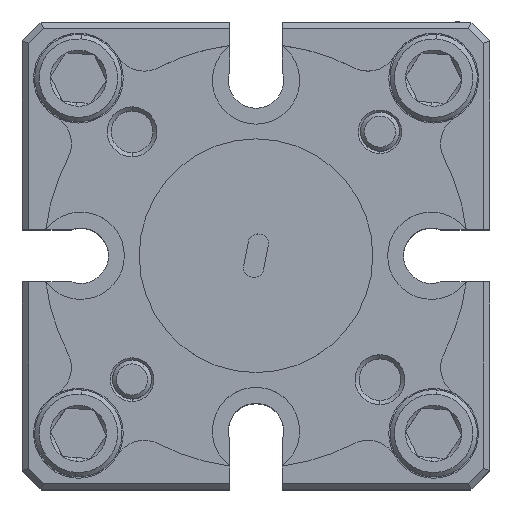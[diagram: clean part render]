
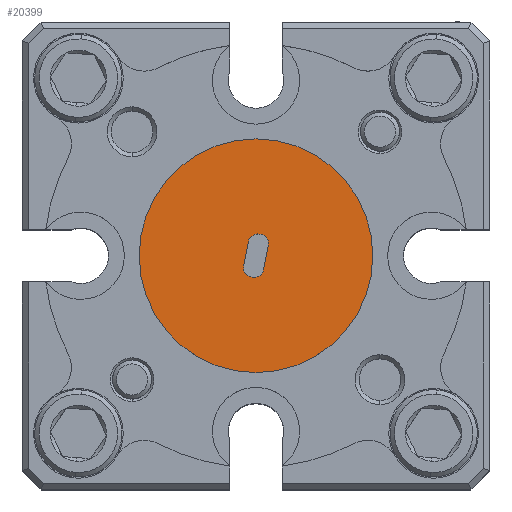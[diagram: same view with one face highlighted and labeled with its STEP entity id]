
A CAD part, top view. The second image highlights one B-rep face of the part: STEP entity #20399.
In plain terms, the highlighted planar face has unit normal (0, 0, 1).
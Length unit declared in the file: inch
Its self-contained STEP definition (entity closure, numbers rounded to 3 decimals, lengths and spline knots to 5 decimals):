
#41 = EDGE_CURVE ( 'NONE', #24543, #10224, #7662, .T. ) ;
#1271 = DIRECTION ( 'NONE',  ( 0., 1., 0. ) ) ;
#1574 = CARTESIAN_POINT ( 'NONE',  ( -0.00511, -0.01938, 0.2705 ) ) ;
#1753 = CARTESIAN_POINT ( 'NONE',  ( -0.01206, 0.02278, 0.2705 ) ) ;
#1879 = ORIENTED_EDGE ( 'NONE', *, *, #12869, .F. ) ;
#1893 = CARTESIAN_POINT ( 'NONE',  ( -0.01206, 0.02278, 0.2705 ) ) ;
#1963 = DIRECTION ( 'NONE',  ( -0.194, -0.981, 0. ) ) ;
#2280 = CARTESIAN_POINT ( 'NONE',  ( 0.00802, 0.03409, 0.2705 ) ) ;
#2295 = CIRCLE ( 'NONE', #21598, 0.1875 ) ;
#2577 = EDGE_CURVE ( 'NONE', #33238, #20858, #20637, .T. ) ;
#3050 = AXIS2_PLACEMENT_3D ( 'NONE', #21921, #15878, #22310 ) ;
#3135 = DIRECTION ( 'NONE',  ( 0., 0., 1. ) ) ;
#3838 = CARTESIAN_POINT ( 'NONE',  ( 0.00511, 0.01938, 0.2705 ) ) ;
#3921 = AXIS2_PLACEMENT_3D ( 'NONE', #23844, #29019, #20294 ) ;
#3972 = EDGE_CURVE ( 'NONE', #17766, #33238, #6929, .T. ) ;
#4321 = LINE ( 'NONE', #1753, #31551 ) ;
#4494 = AXIS2_PLACEMENT_3D ( 'NONE', #38090, #32447, #37725 ) ;
#4642 = ORIENTED_EDGE ( 'NONE', *, *, #19175, .F. ) ;
#5397 = AXIS2_PLACEMENT_3D ( 'NONE', #1574, #13264, #19638 ) ;
#5584 = ORIENTED_EDGE ( 'NONE', *, *, #32737, .F. ) ;
#6019 = VECTOR ( 'NONE', #29715, 39.37008 ) ;
#6423 = CARTESIAN_POINT ( 'NONE',  ( -0.00802, -0.03409, 0.2705 ) ) ;
#6790 = CARTESIAN_POINT ( 'NONE',  ( -0.375, -0.375, 0.2705 ) ) ;
#6929 = CIRCLE ( 'NONE', #4494, 0.015 ) ;
#6985 = PLANE ( 'NONE',  #37575 ) ;
#6995 = EDGE_CURVE ( 'NONE', #15289, #24543, #20342, .T. ) ;
#7181 = DIRECTION ( 'NONE',  ( 0., -1., 0. ) ) ;
#7662 = LINE ( 'NONE', #10379, #33533 ) ;
#8302 = ORIENTED_EDGE ( 'NONE', *, *, #3972, .F. ) ;
#8349 = DIRECTION ( 'NONE',  ( 0.194, 0.981, 0. ) ) ;
#9054 = ORIENTED_EDGE ( 'NONE', *, *, #35104, .T. ) ;
#9386 = CIRCLE ( 'NONE', #36040, 0.1875 ) ;
#10224 = VERTEX_POINT ( 'NONE', #22317 ) ;
#10379 = CARTESIAN_POINT ( 'NONE',  ( 0.00557, 0.03458, 0.2705 ) ) ;
#12633 = VERTEX_POINT ( 'NONE', #13252 ) ;
#12869 = EDGE_CURVE ( 'NONE', #13431, #28869, #19661, .T. ) ;
#13252 = CARTESIAN_POINT ( 'NONE',  ( 0., 0.1875, 0.2705 ) ) ;
#13264 = DIRECTION ( 'NONE',  ( 0., 0., 1. ) ) ;
#13431 = VERTEX_POINT ( 'NONE', #15606 ) ;
#13582 = FACE_BOUND ( 'NONE', #14484, .T. ) ;
#13834 = DIRECTION ( 'NONE',  ( 0., -1., 0. ) ) ;
#14484 = EDGE_LOOP ( 'NONE', ( #5584, #20514, #23286, #25702, #22084, #31917, #8302, #4642, #1879 ) ) ;
#14689 = CARTESIAN_POINT ( 'NONE',  ( 0.01983, 0.01646, 0.2705 ) ) ;
#14978 = CARTESIAN_POINT ( 'NONE',  ( -0.00802, -0.03409, 0.2705 ) ) ;
#15289 = VERTEX_POINT ( 'NONE', #14689 ) ;
#15480 = CARTESIAN_POINT ( 'NONE',  ( -0.00266, -0.03486, 0.2705 ) ) ;
#15606 = CARTESIAN_POINT ( 'NONE',  ( -0.01983, -0.01646, 0.2705 ) ) ;
#15878 = DIRECTION ( 'NONE',  ( 0., 0., 1. ) ) ;
#17152 = VECTOR ( 'NONE', #8349, 39.37008 ) ;
#17612 = CARTESIAN_POINT ( 'NONE',  ( 0., -0.1875, 0.2705 ) ) ;
#17766 = VERTEX_POINT ( 'NONE', #34978 ) ;
#18587 = CARTESIAN_POINT ( 'NONE',  ( 0.01206, -0.02278, 0.2705 ) ) ;
#19175 = EDGE_CURVE ( 'NONE', #28869, #17766, #23764, .T. ) ;
#19638 = DIRECTION ( 'NONE',  ( 0., -1., 0. ) ) ;
#19661 = CIRCLE ( 'NONE', #5397, 0.015 ) ;
#20294 = DIRECTION ( 'NONE',  ( 0., 1., 0. ) ) ;
#20342 = CIRCLE ( 'NONE', #29634, 0.015 ) ;
#20399 = ADVANCED_FACE ( 'NONE', ( #13582, #33567 ), #6985, .F. ) ;
#20514 = ORIENTED_EDGE ( 'NONE', *, *, #32099, .F. ) ;
#20637 = CIRCLE ( 'NONE', #3921, 0.015 ) ;
#20858 = VERTEX_POINT ( 'NONE', #18587 ) ;
#21598 = AXIS2_PLACEMENT_3D ( 'NONE', #37299, #34742, #13834 ) ;
#21921 = CARTESIAN_POINT ( 'NONE',  ( 0.00266, 0.01986, 0.2705 ) ) ;
#22084 = ORIENTED_EDGE ( 'NONE', *, *, #35152, .F. ) ;
#22153 = DIRECTION ( 'NONE',  ( 0., 0., -1. ) ) ;
#22252 = DIRECTION ( 'NONE',  ( -0.981, 0.194, 0. ) ) ;
#22310 = DIRECTION ( 'NONE',  ( 0., 1., 0. ) ) ;
#22317 = CARTESIAN_POINT ( 'NONE',  ( 0.00557, 0.03458, 0.2705 ) ) ;
#23286 = ORIENTED_EDGE ( 'NONE', *, *, #41, .F. ) ;
#23764 = LINE ( 'NONE', #6423, #6019 ) ;
#23844 = CARTESIAN_POINT ( 'NONE',  ( -0.00266, -0.01986, 0.2705 ) ) ;
#24543 = VERTEX_POINT ( 'NONE', #2280 ) ;
#25702 = ORIENTED_EDGE ( 'NONE', *, *, #6995, .F. ) ;
#27465 = ORIENTED_EDGE ( 'NONE', *, *, #27753, .T. ) ;
#27753 = EDGE_CURVE ( 'NONE', #12633, #37663, #9386, .T. ) ;
#27891 = DIRECTION ( 'NONE',  ( 0., 0., 1. ) ) ;
#28378 = CARTESIAN_POINT ( 'NONE',  ( 0.01983, 0.01646, 0.2705 ) ) ;
#28869 = VERTEX_POINT ( 'NONE', #14978 ) ;
#29019 = DIRECTION ( 'NONE',  ( 0., 0., 1. ) ) ;
#29634 = AXIS2_PLACEMENT_3D ( 'NONE', #3838, #27891, #1271 ) ;
#29715 = DIRECTION ( 'NONE',  ( 0.981, -0.194, 0. ) ) ;
#30309 = EDGE_LOOP ( 'NONE', ( #9054, #27465 ) ) ;
#31551 = VECTOR ( 'NONE', #1963, 39.37008 ) ;
#31917 = ORIENTED_EDGE ( 'NONE', *, *, #2577, .F. ) ;
#32099 = EDGE_CURVE ( 'NONE', #10224, #32246, #35258, .T. ) ;
#32246 = VERTEX_POINT ( 'NONE', #1893 ) ;
#32447 = DIRECTION ( 'NONE',  ( 0., 0., 1. ) ) ;
#32601 = CARTESIAN_POINT ( 'NONE',  ( 0., 0., 0.2705 ) ) ;
#32737 = EDGE_CURVE ( 'NONE', #32246, #13431, #4321, .T. ) ;
#33010 = DIRECTION ( 'NONE',  ( 0., -1., 0. ) ) ;
#33238 = VERTEX_POINT ( 'NONE', #15480 ) ;
#33533 = VECTOR ( 'NONE', #22252, 39.37008 ) ;
#33567 = FACE_OUTER_BOUND ( 'NONE', #30309, .T. ) ;
#34742 = DIRECTION ( 'NONE',  ( 0., 0., 1. ) ) ;
#34941 = LINE ( 'NONE', #28378, #17152 ) ;
#34978 = CARTESIAN_POINT ( 'NONE',  ( -0.00557, -0.03458, 0.2705 ) ) ;
#35104 = EDGE_CURVE ( 'NONE', #37663, #12633, #2295, .T. ) ;
#35152 = EDGE_CURVE ( 'NONE', #20858, #15289, #34941, .T. ) ;
#35258 = CIRCLE ( 'NONE', #3050, 0.015 ) ;
#36040 = AXIS2_PLACEMENT_3D ( 'NONE', #32601, #3135, #33010 ) ;
#37299 = CARTESIAN_POINT ( 'NONE',  ( 0., 0., 0.2705 ) ) ;
#37575 = AXIS2_PLACEMENT_3D ( 'NONE', #6790, #22153, #7181 ) ;
#37663 = VERTEX_POINT ( 'NONE', #17612 ) ;
#37725 = DIRECTION ( 'NONE',  ( 0., 1., 0. ) ) ;
#38090 = CARTESIAN_POINT ( 'NONE',  ( -0.00266, -0.01986, 0.2705 ) ) ;
